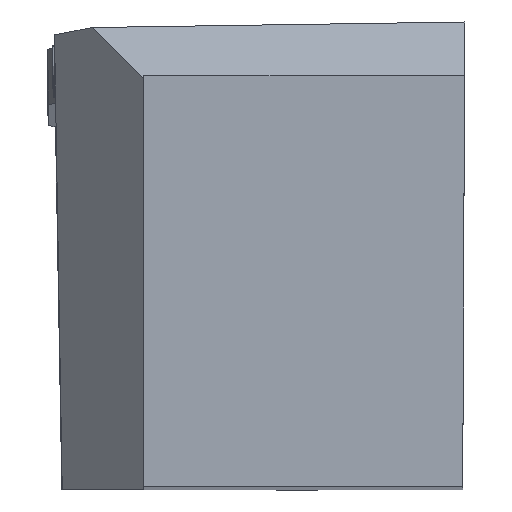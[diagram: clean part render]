
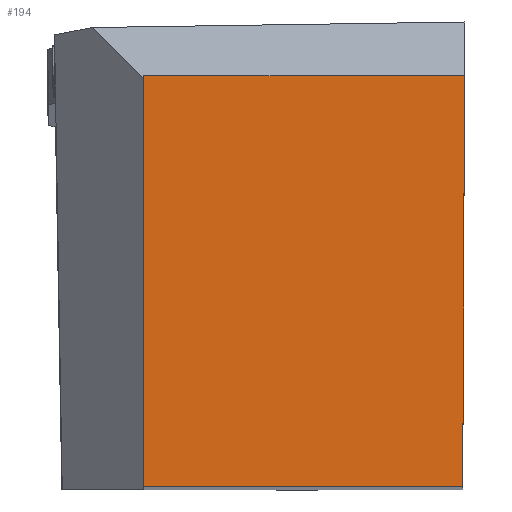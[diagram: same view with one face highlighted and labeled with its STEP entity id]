
A CAD part, top view. The second image highlights one B-rep face of the part: STEP entity #194.
In plain terms, the highlighted planar face has unit normal (0, 0, 1).
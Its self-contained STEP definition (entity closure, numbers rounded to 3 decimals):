
#194=ADVANCED_FACE('BLANK_BOXF006',(#298),#238,.F.);
#238=PLANE('',#1484);
#298=FACE_OUTER_BOUND('',#368,.T.);
#368=EDGE_LOOP('',(#682,#683,#684,#685));
#682=ORIENTED_EDGE('',*,*,#1016,.F.);
#683=ORIENTED_EDGE('',*,*,#1017,.F.);
#684=ORIENTED_EDGE('',*,*,#1018,.F.);
#685=ORIENTED_EDGE('',*,*,#1019,.F.);
#852=VERTEX_POINT('',#2343);
#853=VERTEX_POINT('',#2344);
#854=VERTEX_POINT('',#2346);
#855=VERTEX_POINT('',#2348);
#1016=EDGE_CURVE('',#852,#853,#1153,.T.);
#1017=EDGE_CURVE('',#854,#852,#1154,.T.);
#1018=EDGE_CURVE('',#855,#854,#1155,.T.);
#1019=EDGE_CURVE('',#853,#855,#1156,.T.);
#1153=LINE('',#2342,#1290);
#1154=LINE('',#2345,#1291);
#1155=LINE('',#2347,#1292);
#1156=LINE('',#2349,#1293);
#1290=VECTOR('',#1793,1.);
#1291=VECTOR('',#1794,1.);
#1292=VECTOR('',#1795,1.);
#1293=VECTOR('',#1796,1.);
#1484=AXIS2_PLACEMENT_3D('',#2350,#1797,#1798);
#1793=DIRECTION('',(0.,1.,0.));
#1794=DIRECTION('',(-1.,0.,0.));
#1795=DIRECTION('',(-0.004,-1.,0.));
#1796=DIRECTION('',(1.,0.,0.));
#1797=DIRECTION('',(0.,0.,-1.));
#1798=DIRECTION('',(0.,-1.,0.));
#2342=CARTESIAN_POINT('',(-24.875,-171.35,0.));
#2343=CARTESIAN_POINT('',(-24.875,0.,0.));
#2344=CARTESIAN_POINT('',(-24.875,31.85,0.));
#2345=CARTESIAN_POINT('',(171.35,0.,0.));
#2346=CARTESIAN_POINT('',(-0.139,0.,0.));
#2347=CARTESIAN_POINT('',(0.609,171.348,0.));
#2348=CARTESIAN_POINT('',(0.,31.85,0.));
#2349=CARTESIAN_POINT('',(-171.35,31.85,0.));
#2350=CARTESIAN_POINT('',(-57.225,-5.,0.));
